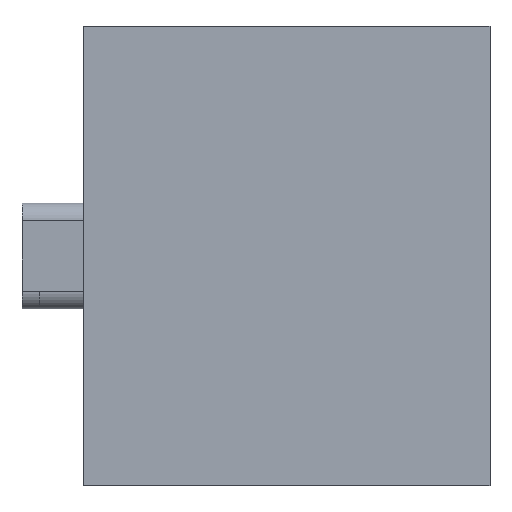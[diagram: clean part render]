
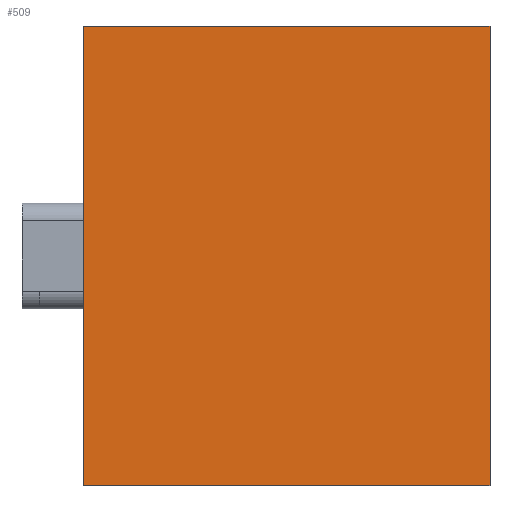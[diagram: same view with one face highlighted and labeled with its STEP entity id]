
A CAD part, top view. The second image highlights one B-rep face of the part: STEP entity #509.
In plain terms, the highlighted planar face has unit normal (0, 0, 1).
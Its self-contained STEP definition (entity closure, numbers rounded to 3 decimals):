
#92=FACE_OUTER_BOUND('',#123,.T.);
#123=EDGE_LOOP('',(#463,#464,#465,#466));
#139=LINE('',#752,#188);
#164=LINE('',#829,#213);
#171=LINE('',#849,#220);
#172=LINE('',#851,#221);
#188=VECTOR('',#601,10.);
#213=VECTOR('',#682,10.);
#220=VECTOR('',#707,10.);
#221=VECTOR('',#710,10.);
#236=VERTEX_POINT('',#749);
#237=VERTEX_POINT('',#751);
#261=VERTEX_POINT('',#827);
#265=VERTEX_POINT('',#847);
#283=EDGE_CURVE('',#236,#237,#139,.T.);
#322=EDGE_CURVE('',#261,#236,#164,.T.);
#331=EDGE_CURVE('',#261,#265,#171,.T.);
#332=EDGE_CURVE('',#265,#237,#172,.T.);
#463=ORIENTED_EDGE('',*,*,#322,.F.);
#464=ORIENTED_EDGE('',*,*,#331,.T.);
#465=ORIENTED_EDGE('',*,*,#332,.T.);
#466=ORIENTED_EDGE('',*,*,#283,.F.);
#481=PLANE('',#569);
#509=ADVANCED_FACE('',(#92),#481,.T.);
#569=AXIS2_PLACEMENT_3D('',#852,#711,#712);
#601=DIRECTION('',(0.,1.,0.));
#682=DIRECTION('',(-1.,0.,0.));
#707=DIRECTION('',(0.,1.,0.));
#710=DIRECTION('',(-1.,0.,0.));
#711=DIRECTION('center_axis',(0.,0.,1.));
#712=DIRECTION('ref_axis',(1.,0.,0.));
#749=CARTESIAN_POINT('',(196.847,-3.912,6.));
#751=CARTESIAN_POINT('',(196.847,22.088,6.));
#752=CARTESIAN_POINT('',(196.847,9.088,6.));
#827=CARTESIAN_POINT('',(219.847,-3.912,6.));
#829=CARTESIAN_POINT('',(197.847,-3.912,6.));
#847=CARTESIAN_POINT('',(219.847,22.088,6.));
#849=CARTESIAN_POINT('',(219.847,22.088,6.));
#851=CARTESIAN_POINT('',(197.847,22.088,6.));
#852=CARTESIAN_POINT('Origin',(208.847,9.088,6.));
